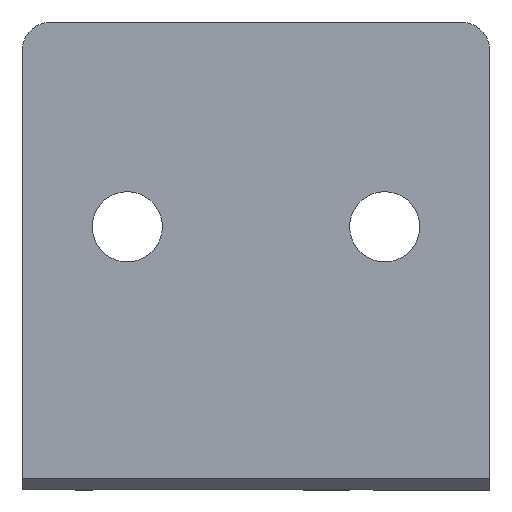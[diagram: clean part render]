
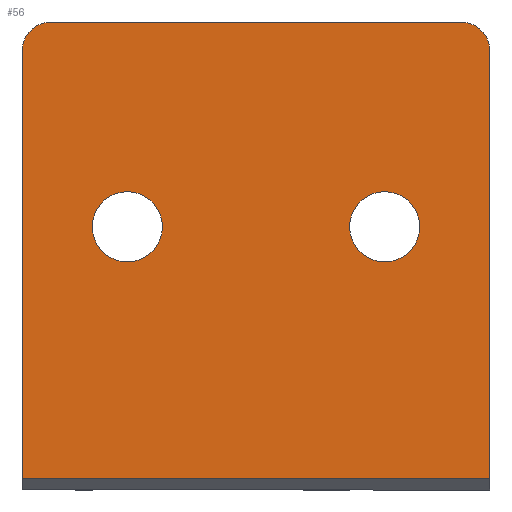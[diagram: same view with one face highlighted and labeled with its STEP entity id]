
A CAD part, front view. The second image highlights one B-rep face of the part: STEP entity #56.
In plain terms, the highlighted planar face has unit normal (0, -1, 0).
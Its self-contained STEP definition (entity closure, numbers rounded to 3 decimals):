
#56=ADVANCED_FACE('',(#200,#202,#204),#206,.T.);
#200=FACE_BOUND('',#201,.T.);
#201=EDGE_LOOP('',(#897,#898,#899,#900,#901,#902));
#202=FACE_BOUND('',#203,.T.);
#203=EDGE_LOOP('',(#903));
#204=FACE_BOUND('',#205,.T.);
#205=EDGE_LOOP('',(#904));
#206=PLANE('',#207);
#207=AXIS2_PLACEMENT_3D('',#208,#209,#210);
#208=CARTESIAN_POINT('',(0.,0.,40.));
#209=DIRECTION('',(0.,-1.,0.));
#210=DIRECTION('',(0.,0.,-1.));
#897=ORIENTED_EDGE('',*,*,#1151,.F.);
#898=ORIENTED_EDGE('',*,*,#1141,.T.);
#899=ORIENTED_EDGE('',*,*,#1152,.T.);
#900=ORIENTED_EDGE('',*,*,#1132,.F.);
#901=ORIENTED_EDGE('',*,*,#1153,.F.);
#902=ORIENTED_EDGE('',*,*,#1154,.F.);
#903=ORIENTED_EDGE('',*,*,#1155,.T.);
#904=ORIENTED_EDGE('',*,*,#1156,.T.);
#1132=EDGE_CURVE('',#1307,#1309,#1310,.T.);
#1141=EDGE_CURVE('',#1324,#1322,#1325,.T.);
#1151=EDGE_CURVE('',#1324,#1343,#1344,.F.);
#1152=EDGE_CURVE('',#1322,#1309,#1345,.T.);
#1153=EDGE_CURVE('',#1346,#1307,#1347,.F.);
#1154=EDGE_CURVE('',#1343,#1346,#1348,.T.);
#1155=EDGE_CURVE('',#1349,#1349,#1350,.T.);
#1156=EDGE_CURVE('',#1351,#1351,#1352,.T.);
#1307=VERTEX_POINT('',#1629);
#1309=VERTEX_POINT('',#1633);
#1310=LINE('',#1634,#1635);
#1322=VERTEX_POINT('',#1662);
#1324=VERTEX_POINT('',#1666);
#1325=LINE('',#1667,#1668);
#1343=VERTEX_POINT('',#1707);
#1344=CIRCLE('',#1708,2.5);
#1345=LINE('',#1712,#1713);
#1346=VERTEX_POINT('',#1715);
#1347=CIRCLE('',#1716,2.5);
#1348=LINE('',#1720,#1721);
#1349=VERTEX_POINT('',#1723);
#1350=CIRCLE('',#1724,3.);
#1351=VERTEX_POINT('',#1728);
#1352=CIRCLE('',#1729,3.);
#1629=CARTESIAN_POINT('',(40.,0.,37.5));
#1633=CARTESIAN_POINT('',(40.,0.,1.));
#1634=CARTESIAN_POINT('',(40.,0.,37.5));
#1635=VECTOR('',#1636,1.);
#1636=DIRECTION('',(0.,0.,-1.));
#1662=CARTESIAN_POINT('',(0.,0.,1.));
#1666=CARTESIAN_POINT('',(0.,0.,37.5));
#1667=CARTESIAN_POINT('',(0.,0.,37.5));
#1668=VECTOR('',#1669,1.);
#1669=DIRECTION('',(0.,0.,-1.));
#1707=CARTESIAN_POINT('',(2.5,0.,40.));
#1708=AXIS2_PLACEMENT_3D('',#1709,#1710,#1711);
#1709=CARTESIAN_POINT('',(2.5,0.,37.5));
#1710=DIRECTION('',(0.,-1.,0.));
#1711=DIRECTION('',(0.,0.,1.));
#1712=CARTESIAN_POINT('',(0.,0.,1.));
#1713=VECTOR('',#1714,1.);
#1714=DIRECTION('',(1.,0.,0.));
#1715=CARTESIAN_POINT('',(37.5,0.,40.));
#1716=AXIS2_PLACEMENT_3D('',#1717,#1718,#1719);
#1717=CARTESIAN_POINT('',(37.5,0.,37.5));
#1718=DIRECTION('',(0.,-1.,0.));
#1719=DIRECTION('',(1.,0.,0.));
#1720=CARTESIAN_POINT('',(2.5,0.,40.));
#1721=VECTOR('',#1722,1.);
#1722=DIRECTION('',(1.,0.,0.));
#1723=CARTESIAN_POINT('',(28.,0.,22.5));
#1724=AXIS2_PLACEMENT_3D('',#1725,#1726,#1727);
#1725=CARTESIAN_POINT('',(31.,0.,22.5));
#1726=DIRECTION('',(0.,1.,0.));
#1727=DIRECTION('',(-1.,0.,0.));
#1728=CARTESIAN_POINT('',(6.,0.,22.5));
#1729=AXIS2_PLACEMENT_3D('',#1730,#1731,#1732);
#1730=CARTESIAN_POINT('',(9.,0.,22.5));
#1731=DIRECTION('',(0.,1.,0.));
#1732=DIRECTION('',(-1.,0.,0.));
